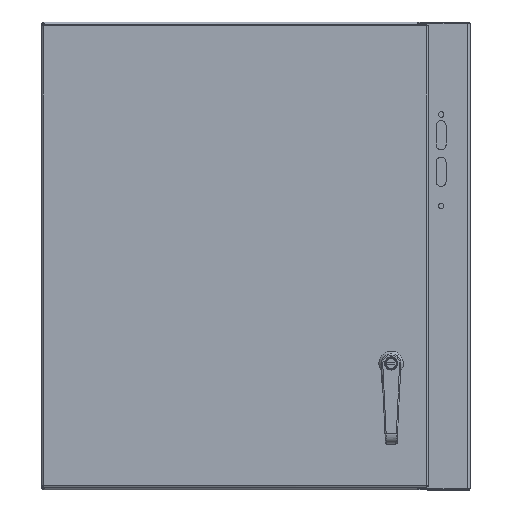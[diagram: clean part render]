
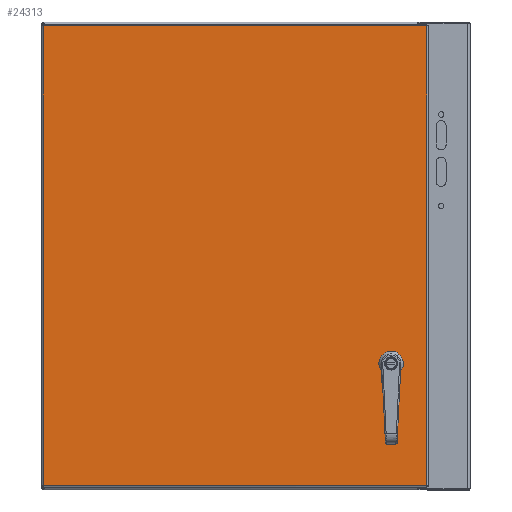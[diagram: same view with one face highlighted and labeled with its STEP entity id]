
A CAD part, top view. The second image highlights one B-rep face of the part: STEP entity #24313.
In plain terms, the highlighted face is planar.
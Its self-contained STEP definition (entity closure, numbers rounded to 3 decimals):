
#1141=FACE_BOUND('',#6049,.T.);
#2412=CIRCLE('',#26583,0.453);
#2414=CIRCLE('',#26587,0.453);
#2416=CIRCLE('',#26591,0.453);
#2418=CIRCLE('',#26595,0.453);
#4302=FACE_OUTER_BOUND('',#6048,.T.);
#6048=EDGE_LOOP('',(#20488,#20489,#20490,#20491));
#6049=EDGE_LOOP('',(#20492,#20493,#20494,#20495,#20496,#20497,#20498,#20499));
#7779=LINE('',#49968,#9516);
#7783=LINE('',#49980,#9520);
#7787=LINE('',#49992,#9524);
#7791=LINE('',#50002,#9528);
#7792=LINE('',#50013,#9529);
#7800=LINE('',#50099,#9537);
#7815=LINE('',#50199,#9552);
#7830=LINE('',#50298,#9567);
#9516=VECTOR('',#32282,0.425);
#9520=VECTOR('',#32294,0.425);
#9524=VECTOR('',#32306,0.425);
#9528=VECTOR('',#32318,0.425);
#9529=VECTOR('',#32321,23.601);
#9537=VECTOR('',#32337,19.663);
#9552=VECTOR('',#32366,23.601);
#9567=VECTOR('',#32395,19.663);
#11572=VERTEX_POINT('',#49959);
#11573=VERTEX_POINT('',#49961);
#11575=VERTEX_POINT('',#49967);
#11577=VERTEX_POINT('',#49973);
#11579=VERTEX_POINT('',#49979);
#11581=VERTEX_POINT('',#49985);
#11583=VERTEX_POINT('',#49991);
#11585=VERTEX_POINT('',#49997);
#11586=VERTEX_POINT('',#50004);
#11587=VERTEX_POINT('',#50012);
#11593=VERTEX_POINT('',#50091);
#11603=VERTEX_POINT('',#50191);
#14592=EDGE_CURVE('',#11573,#11572,#2412,.T.);
#14595=EDGE_CURVE('',#11575,#11573,#7779,.T.);
#14598=EDGE_CURVE('',#11577,#11575,#2414,.T.);
#14601=EDGE_CURVE('',#11579,#11577,#7783,.T.);
#14604=EDGE_CURVE('',#11581,#11579,#2416,.T.);
#14607=EDGE_CURVE('',#11583,#11581,#7787,.T.);
#14610=EDGE_CURVE('',#11585,#11583,#2418,.T.);
#14613=EDGE_CURVE('',#11572,#11585,#7791,.T.);
#14615=EDGE_CURVE('',#11587,#11586,#7792,.T.);
#14627=EDGE_CURVE('',#11586,#11593,#7800,.T.);
#14646=EDGE_CURVE('',#11593,#11603,#7815,.T.);
#14665=EDGE_CURVE('',#11603,#11587,#7830,.T.);
#20488=ORIENTED_EDGE('',*,*,#14615,.T.);
#20489=ORIENTED_EDGE('',*,*,#14627,.T.);
#20490=ORIENTED_EDGE('',*,*,#14646,.T.);
#20491=ORIENTED_EDGE('',*,*,#14665,.T.);
#20492=ORIENTED_EDGE('',*,*,#14592,.T.);
#20493=ORIENTED_EDGE('',*,*,#14613,.T.);
#20494=ORIENTED_EDGE('',*,*,#14610,.T.);
#20495=ORIENTED_EDGE('',*,*,#14607,.T.);
#20496=ORIENTED_EDGE('',*,*,#14604,.T.);
#20497=ORIENTED_EDGE('',*,*,#14601,.T.);
#20498=ORIENTED_EDGE('',*,*,#14598,.T.);
#20499=ORIENTED_EDGE('',*,*,#14595,.T.);
#22597=PLANE('',#26622);
#24313=ADVANCED_FACE('',(#4302,#1141),#22597,.F.);
#26583=AXIS2_PLACEMENT_3D('',#49962,#32276,#32277);
#26587=AXIS2_PLACEMENT_3D('',#49974,#32288,#32289);
#26591=AXIS2_PLACEMENT_3D('',#49986,#32300,#32301);
#26595=AXIS2_PLACEMENT_3D('',#49998,#32312,#32313);
#26622=AXIS2_PLACEMENT_3D('',#50384,#32420,#32421);
#32276=DIRECTION('center_axis',(0.,0.,1.));
#32277=DIRECTION('ref_axis',(-0.469,-0.883,0.));
#32282=DIRECTION('',(0.,1.,0.));
#32288=DIRECTION('center_axis',(0.,0.,1.));
#32289=DIRECTION('ref_axis',(-0.883,0.469,0.));
#32294=DIRECTION('',(1.,0.,0.));
#32300=DIRECTION('center_axis',(0.,0.,1.));
#32301=DIRECTION('ref_axis',(0.469,0.883,0.));
#32306=DIRECTION('',(0.,-1.,0.));
#32312=DIRECTION('center_axis',(0.,0.,1.));
#32313=DIRECTION('ref_axis',(0.883,-0.469,0.));
#32318=DIRECTION('',(-1.,0.,0.));
#32321=DIRECTION('',(0.,-1.,0.));
#32337=DIRECTION('',(-1.,0.,0.));
#32366=DIRECTION('',(0.,1.,0.));
#32395=DIRECTION('',(1.,0.,0.));
#32420=DIRECTION('center_axis',(0.,0.,1.));
#32421=DIRECTION('ref_axis',(1.,0.,0.));
#49959=CARTESIAN_POINT('',(2.113,6.745,0.));
#49961=CARTESIAN_POINT('',(2.3,6.558,0.));
#49962=CARTESIAN_POINT('Origin',(1.9,6.345,0.));
#49967=CARTESIAN_POINT('',(2.3,6.132,0.));
#49968=CARTESIAN_POINT('',(2.3,9.216,0.));
#49973=CARTESIAN_POINT('',(2.113,5.945,0.));
#49974=CARTESIAN_POINT('Origin',(1.9,6.345,0.));
#49979=CARTESIAN_POINT('',(1.687,5.945,0.));
#49980=CARTESIAN_POINT('',(6.009,5.945,0.));
#49985=CARTESIAN_POINT('',(1.5,6.132,0.));
#49986=CARTESIAN_POINT('Origin',(1.9,6.345,0.));
#49991=CARTESIAN_POINT('',(1.5,6.558,0.));
#49992=CARTESIAN_POINT('',(1.5,9.004,0.));
#49997=CARTESIAN_POINT('',(1.687,6.745,0.));
#49998=CARTESIAN_POINT('Origin',(1.9,6.345,0.));
#50002=CARTESIAN_POINT('',(5.797,6.745,0.));
#50004=CARTESIAN_POINT('',(19.738,0.075,0.));
#50012=CARTESIAN_POINT('',(19.738,23.675,0.));
#50013=CARTESIAN_POINT('',(19.738,17.775,0.));
#50091=CARTESIAN_POINT('',(0.075,0.075,0.));
#50099=CARTESIAN_POINT('',(14.822,0.075,0.));
#50191=CARTESIAN_POINT('',(0.075,23.675,0.));
#50199=CARTESIAN_POINT('',(0.075,5.975,0.));
#50298=CARTESIAN_POINT('',(4.99,23.675,0.));
#50384=CARTESIAN_POINT('Origin',(9.906,11.875,0.));
